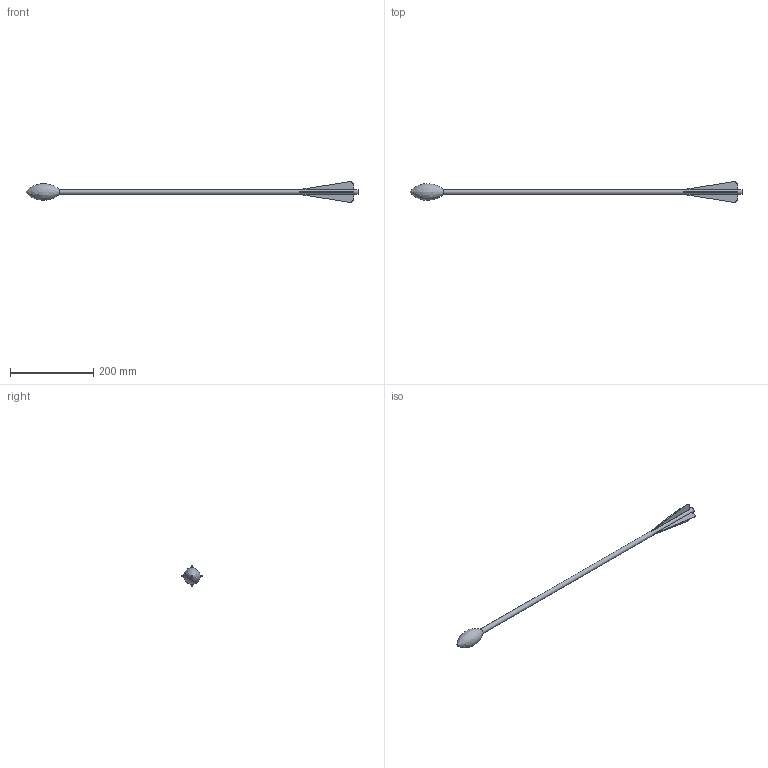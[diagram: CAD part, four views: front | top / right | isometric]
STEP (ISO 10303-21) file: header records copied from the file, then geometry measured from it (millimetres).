
FILE_DESCRIPTION(/* description */ (''),/* implementation_level */ '2;1');
FILE_NAME(/* name */ 'Robocon_Arrow.step',/* time_stamp */ '2021-06-06T19:17:11+06:00',/* author */ (''),/* organization */ (''),/* preprocessor_version */ 'ST-DEVELOPER v18.1',/* originating_system */ 'Autodesk Translation Framework v10.9.0.1377',/* authorisation */ '');
FILE_SCHEMA (('AUTOMOTIVE_DESIGN { 1 0 10303 214 3 1 1 }'));
Length unit declared in the file: millimetre
Products named in the file (1): base_link
Bounding box: 800 x 50 x 50 mm (x, y, z)
Volume: 148869.4 mm3; surface area: 46909.9 mm2
Topology: 5 solids, 5 shells, 33 faces, 73 edges, 50 vertices
Faces by surface type: plane 26, cylinder 6, bspline 1
Entity records: 1043 total; most frequent: CARTESIAN_POINT 189, DIRECTION 156, ORIENTED_EDGE 150, EDGE_CURVE 75, LINE 60, VECTOR 60, VERTEX_POINT 54, AXIS2_PLACEMENT_3D 48
